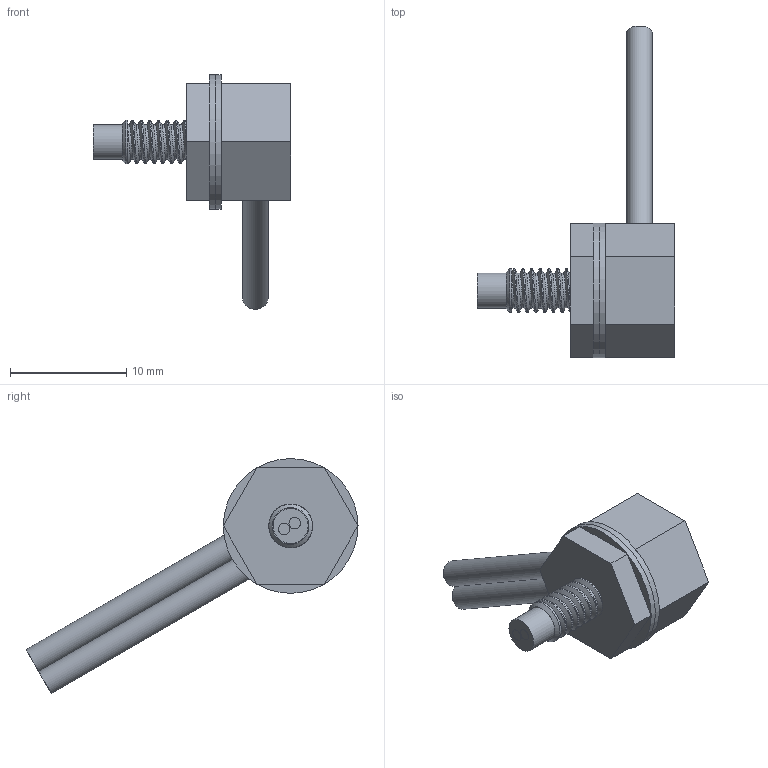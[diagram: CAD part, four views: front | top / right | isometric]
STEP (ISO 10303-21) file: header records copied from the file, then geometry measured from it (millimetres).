
FILE_DESCRIPTION(/* description */ (''),/* implementation_level */ '2;1');
FILE_NAME(/* name */ 'EX-D31N.stp',/* time_stamp */ '2023-04-10T09:58:27+08:00',/* author */ (''),/* organization */ (''),/* preprocessor_version */ 'ST-DEVELOPER v16.7',/* originating_system */ 'SIEMENS PLM Software NX 12.0',/* authorisation */ '');
FILE_SCHEMA (('AUTOMOTIVE_DESIGN { 1 0 10303 214 3 1 1 1 }'));
Length unit declared in the file: millimetre
Products named in the file (1): EX-D31N
Bounding box: 17 x 28.53 x 20.17 mm (x, y, z)
Volume: 1098.7 mm3; surface area: 1592.6 mm2
Topology: 8 solids, 8 shells, 44 faces, 77 edges, 51 vertices
Faces by surface type: plane 31, cylinder 10, bspline 2, cone 1
Full cylindrical faces by diameter (mm): 1 x2, 3 x1, 3.75 x1, 11.571 x2
Entity records: 4155 total; most frequent: CARTESIAN_POINT 3268, DIRECTION 167, ORIENTED_EDGE 140, EDGE_CURVE 70, AXIS2_PLACEMENT_3D 63, EDGE_LOOP 53, VERTEX_POINT 51, ADVANCED_FACE 44
